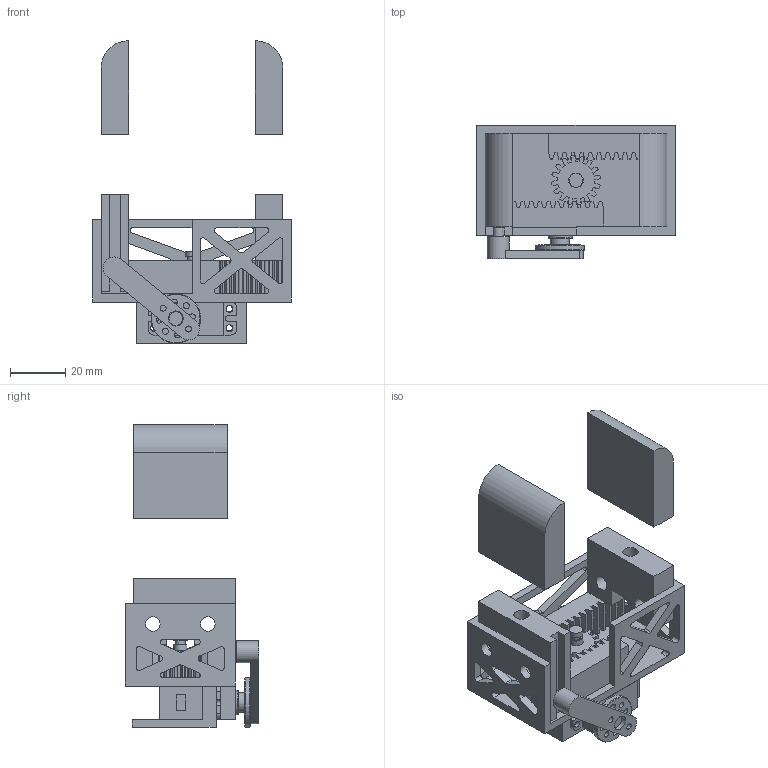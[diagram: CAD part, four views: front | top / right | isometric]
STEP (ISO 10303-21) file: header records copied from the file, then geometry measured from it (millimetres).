
FILE_DESCRIPTION(/* description */ (''),/* implementation_level */ '2;1');
FILE_NAME(/* name */ '2024.10.14.Gripper_ver2.step',/* time_stamp */ '2024-10-14T09:09:08+09:00',/* author */ (''),/* organization */ (''),/* preprocessor_version */ 'ST-DEVELOPER v20',/* originating_system */ 'Autodesk Translation Framework v13.20.0.188',/* authorisation */ '');
FILE_SCHEMA (('AUTOMOTIVE_DESIGN { 1 0 10303 214 3 1 1 }'));
Products named in the file (9): Gripper_ver2; 집게_1; 집게_2; 집게_1_랙; 집게_2_랙; 피니언; sts3032; Horn; 회전바
Assembly tree (8 placements, depth 3):
  Gripper_ver2
    집게_1
    집게_2
    집게_1_랙
    집게_2_랙
    피니언
    sts3032
      Horn
    회전바
Bounding box: 72 x 48.5 x 110 mm (x, y, z)
Volume: 74921.6 mm3; surface area: 43637.6 mm2
Topology: 9 solids, 9 shells, 504 faces, 1440 edges, 958 vertices
Faces by surface type: plane 339, cylinder 130, bspline 32, cone 3
Full cylindrical faces by diameter (mm): 2.2 x10, 2.3 x4, 2.5 x4, 3.5 x2, 4.8 x1, 5 x2, 5.3 x5, 5.5 x9, 7 x1, 8 x1, 9 x1, 18 x1
Entity records: 48127 total; most frequent: CARTESIAN_POINT 34759, ORIENTED_EDGE 2880, DIRECTION 2554, EDGE_CURVE 1440, LINE 1048, VECTOR 1048, VERTEX_POINT 958, AXIS2_PLACEMENT_3D 753
